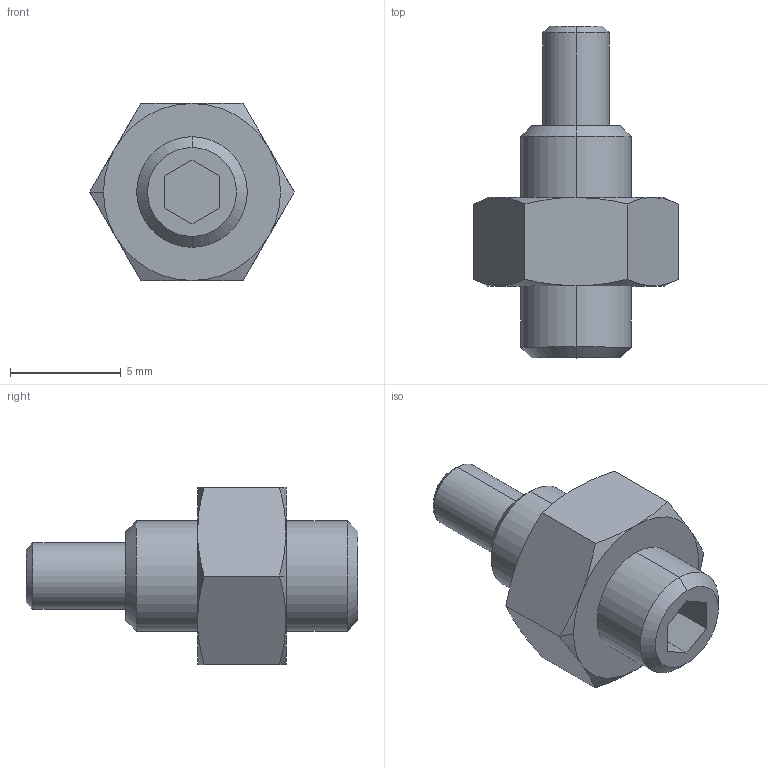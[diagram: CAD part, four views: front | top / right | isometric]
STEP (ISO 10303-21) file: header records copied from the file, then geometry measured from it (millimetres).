
FILE_DESCRIPTION (( 'STEP AP203' ), '1' );
FILE_NAME ('HMA-12M.step', '2015-12-02T21:06:34', ( '' ), ( '' ), 'SwSTEP 2.0', 'SolidWorks 2015', '' );
FILE_SCHEMA (( 'CONFIG_CONTROL_DESIGN' ));
Length unit declared in the file: millimetre
Products named in the file (1): HMA-12M
Bounding box: 9.24 x 15 x 8 mm (x, y, z)
Volume: 360 mm3; surface area: 501.8 mm2
Topology: 2 solids, 2 shells, 44 faces, 94 edges, 56 vertices
Faces by surface type: cone 20, plane 18, cylinder 6
Entity records: 1305 total; most frequent: CARTESIAN_POINT 299, DIRECTION 192, ORIENTED_EDGE 188, EDGE_CURVE 94, AXIS2_PLACEMENT_3D 77, VERTEX_POINT 56, EDGE_LOOP 48, ADVANCED_FACE 44
